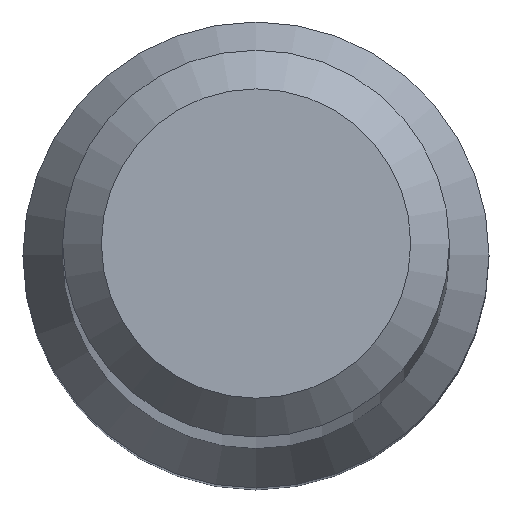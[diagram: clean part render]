
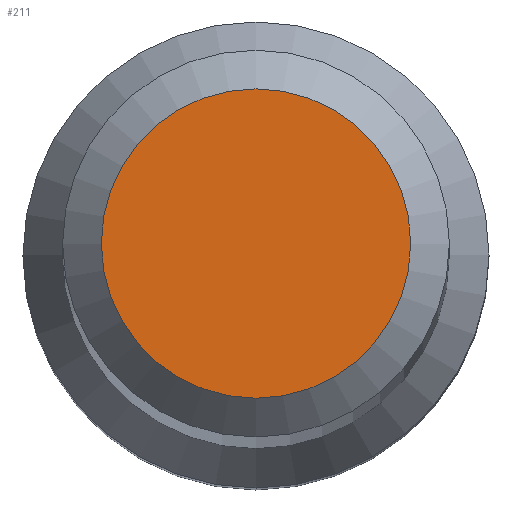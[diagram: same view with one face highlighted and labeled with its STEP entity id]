
A CAD part, top view. The second image highlights one B-rep face of the part: STEP entity #211.
In plain terms, the highlighted planar face has unit normal (0, 0, 1).
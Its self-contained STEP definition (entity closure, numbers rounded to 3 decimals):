
#15 = CIRCLE ( 'NONE', #72, 1.6 ) ;
#28 = AXIS2_PLACEMENT_3D ( 'NONE', #63, #176, #217 ) ;
#63 = CARTESIAN_POINT ( 'NONE',  ( 0., 0., 80. ) ) ;
#72 = AXIS2_PLACEMENT_3D ( 'NONE', #161, #232, #199 ) ;
#73 = ORIENTED_EDGE ( 'NONE', *, *, #170, .F. ) ;
#88 = VERTEX_POINT ( 'NONE', #204 ) ;
#140 = FACE_OUTER_BOUND ( 'NONE', #186, .T. ) ;
#161 = CARTESIAN_POINT ( 'NONE',  ( 0., 0., 80. ) ) ;
#170 = EDGE_CURVE ( 'NONE', #88, #88, #15, .T. ) ;
#176 = DIRECTION ( 'NONE',  ( 0., 0., -1. ) ) ;
#186 = EDGE_LOOP ( 'NONE', ( #73 ) ) ;
#199 = DIRECTION ( 'NONE',  ( 0., 1., 0. ) ) ;
#204 = CARTESIAN_POINT ( 'NONE',  ( 0., 1.6, 80. ) ) ;
#211 = ADVANCED_FACE ( 'NONE', ( #140 ), #233, .F. ) ;
#217 = DIRECTION ( 'NONE',  ( 0., 1., 0. ) ) ;
#232 = DIRECTION ( 'NONE',  ( 0., 0., -1. ) ) ;
#233 = PLANE ( 'NONE',  #28 ) ;
